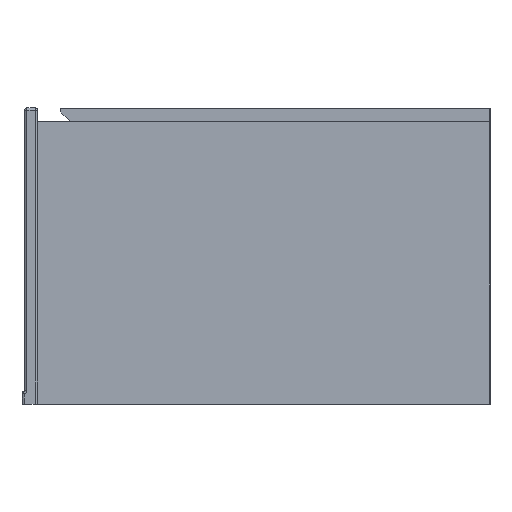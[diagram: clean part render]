
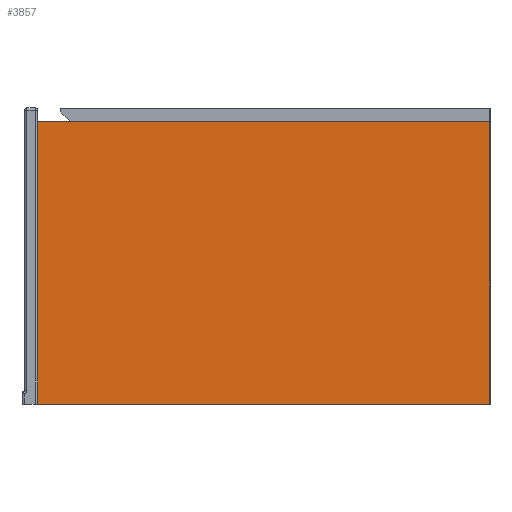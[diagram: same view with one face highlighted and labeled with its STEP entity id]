
A CAD part, left-side view. The second image highlights one B-rep face of the part: STEP entity #3857.
In plain terms, the highlighted planar face has unit normal (-1, 0, 0).
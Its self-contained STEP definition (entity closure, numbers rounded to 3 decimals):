
#63 = EDGE_CURVE ( 'NONE', #1133, #1193, #2777, .T. ) ;
#81 = CARTESIAN_POINT ( 'NONE',  ( -294., 275., 0. ) ) ;
#117 = ORIENTED_EDGE ( 'NONE', *, *, #63, .T. ) ;
#184 = EDGE_LOOP ( 'NONE', ( #3949, #1324, #117, #2741 ) ) ;
#192 = DIRECTION ( 'NONE',  ( 0., 0., -1. ) ) ;
#361 = LINE ( 'NONE', #860, #3152 ) ;
#775 = VERTEX_POINT ( 'NONE', #1970 ) ;
#860 = CARTESIAN_POINT ( 'NONE',  ( -294., -275., 343. ) ) ;
#886 = PLANE ( 'NONE',  #3221 ) ;
#905 = VECTOR ( 'NONE', #1848, 1000. ) ;
#1133 = VERTEX_POINT ( 'NONE', #2940 ) ;
#1193 = VERTEX_POINT ( 'NONE', #2197 ) ;
#1253 = CARTESIAN_POINT ( 'NONE',  ( -294., 275., 343. ) ) ;
#1324 = ORIENTED_EDGE ( 'NONE', *, *, #2418, .F. ) ;
#1641 = CARTESIAN_POINT ( 'NONE',  ( -294., 275., 343. ) ) ;
#1848 = DIRECTION ( 'NONE',  ( 0., 1., 0. ) ) ;
#1860 = LINE ( 'NONE', #81, #905 ) ;
#1928 = VERTEX_POINT ( 'NONE', #4190 ) ;
#1970 = CARTESIAN_POINT ( 'NONE',  ( -294., 275., 0. ) ) ;
#2118 = EDGE_CURVE ( 'NONE', #1928, #775, #1860, .T. ) ;
#2197 = CARTESIAN_POINT ( 'NONE',  ( -294., 275., 343. ) ) ;
#2229 = CARTESIAN_POINT ( 'NONE',  ( -294., 275., 343. ) ) ;
#2418 = EDGE_CURVE ( 'NONE', #1133, #1928, #361, .T. ) ;
#2553 = DIRECTION ( 'NONE',  ( 0., 1., 0. ) ) ;
#2741 = ORIENTED_EDGE ( 'NONE', *, *, #3841, .T. ) ;
#2777 = LINE ( 'NONE', #2229, #3059 ) ;
#2940 = CARTESIAN_POINT ( 'NONE',  ( -294., -275., 343. ) ) ;
#3059 = VECTOR ( 'NONE', #2553, 1000. ) ;
#3152 = VECTOR ( 'NONE', #3363, 1000. ) ;
#3221 = AXIS2_PLACEMENT_3D ( 'NONE', #1253, #3753, #4102 ) ;
#3363 = DIRECTION ( 'NONE',  ( 0., 0., -1. ) ) ;
#3418 = VECTOR ( 'NONE', #192, 1000. ) ;
#3688 = FACE_OUTER_BOUND ( 'NONE', #184, .T. ) ;
#3750 = LINE ( 'NONE', #1641, #3418 ) ;
#3753 = DIRECTION ( 'NONE',  ( -1., 0., 0. ) ) ;
#3841 = EDGE_CURVE ( 'NONE', #1193, #775, #3750, .T. ) ;
#3857 = ADVANCED_FACE ( 'NONE', ( #3688 ), #886, .T. ) ;
#3949 = ORIENTED_EDGE ( 'NONE', *, *, #2118, .F. ) ;
#4102 = DIRECTION ( 'NONE',  ( 0., -1., 0. ) ) ;
#4190 = CARTESIAN_POINT ( 'NONE',  ( -294., -275., 0. ) ) ;
